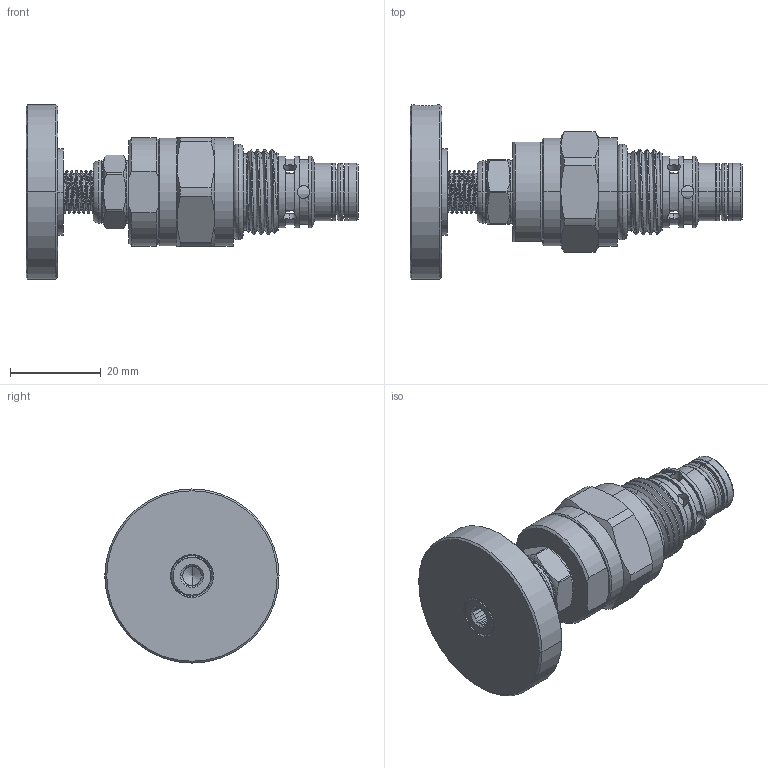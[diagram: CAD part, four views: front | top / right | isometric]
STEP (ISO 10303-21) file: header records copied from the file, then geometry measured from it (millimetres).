
FILE_DESCRIPTION (( 'STEP AP203' ), '1' );
FILE_NAME ('NV08W20-E.STEP', '2016-07-05T05:57:55', ( '' ), ( '' ), 'SwSTEP 2.0', 'SolidWorks 2012', '' );
FILE_SCHEMA (( 'CONFIG_CONTROL_DESIGN' ));
Length unit declared in the file: millimetre
Products named in the file (1): NV08W20-E
Bounding box: 73.21 x 38.4 x 38.4 mm (x, y, z)
Volume: 24710.3 mm3; surface area: 11241.7 mm2
Topology: 7 solids, 7 shells, 390 faces, 1072 edges, 691 vertices
Faces by surface type: cylinder 207, plane 87, cone 48, bspline 28, torus 20
Entity records: 33176 total; most frequent: CARTESIAN_POINT 24237, ORIENTED_EDGE 2136, DIRECTION 1583, EDGE_CURVE 1068, VERTEX_POINT 691, AXIS2_PLACEMENT_3D 620, EDGE_LOOP 417, FACE_OUTER_BOUND 390
